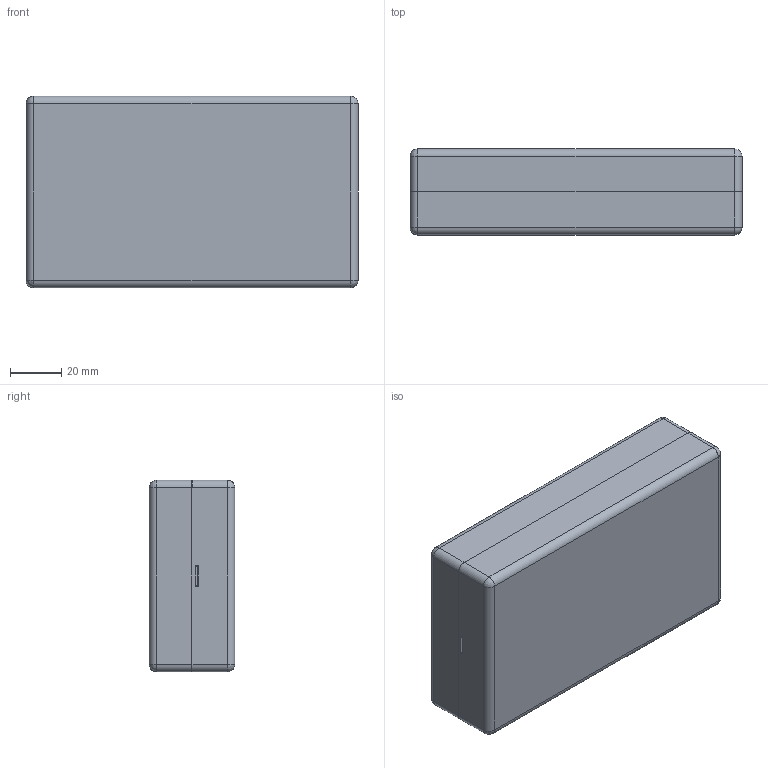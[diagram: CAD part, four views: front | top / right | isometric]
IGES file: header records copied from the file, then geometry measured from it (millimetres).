
Start section: SolidWorks IGES file using analytic representation for surfaces
Global section: file name: KM 37.IGS; native system: SolidWorks 2008; preprocessor: SolidWorks 2008; author: user; date: 090511.192355; units: millimetre
Bounding box: 129.1 x 33.4 x 74.5 mm (x, y, z)
Surface area: 67344.3 mm2 (no closed solid volume)
Topology: 0 solids, 0 shells, 279 faces, 2032 edges, 2028 vertices
Faces by surface type: bspline 187, revolution 92
